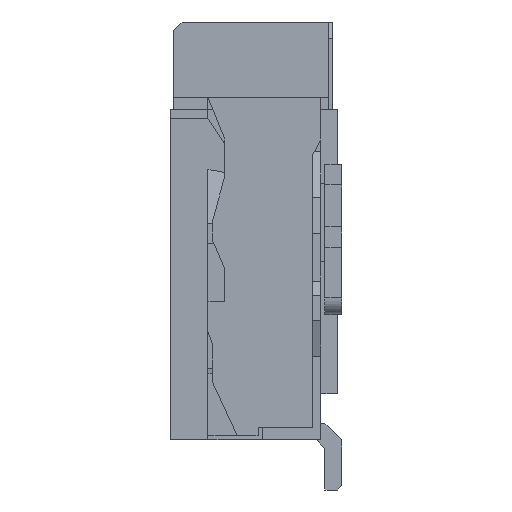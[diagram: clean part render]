
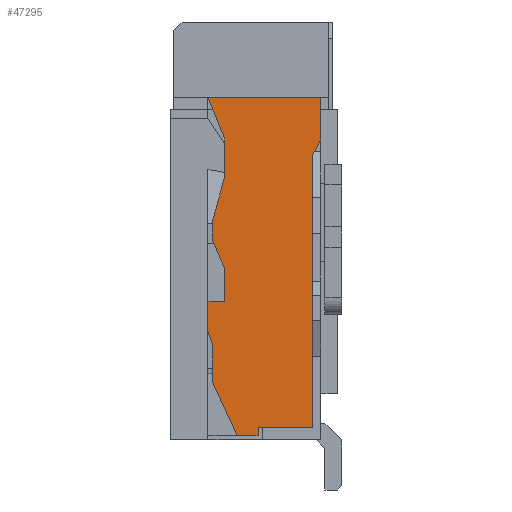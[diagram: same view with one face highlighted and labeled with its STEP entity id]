
A CAD part, left-side view. The second image highlights one B-rep face of the part: STEP entity #47295.
In plain terms, the highlighted planar face has unit normal (-1, 0, 0).
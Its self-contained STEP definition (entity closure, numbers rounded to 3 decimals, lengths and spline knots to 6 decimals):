
#1359=PLANE('',#58565);
#10265=ORIENTED_EDGE('',*,*,#20086,.T.);
#10266=ORIENTED_EDGE('',*,*,#20082,.T.);
#10267=ORIENTED_EDGE('',*,*,#20080,.T.);
#10268=ORIENTED_EDGE('',*,*,#20078,.T.);
#10269=ORIENTED_EDGE('',*,*,#20076,.T.);
#10270=ORIENTED_EDGE('',*,*,#20074,.F.);
#10271=ORIENTED_EDGE('',*,*,#20104,.T.);
#10272=ORIENTED_EDGE('',*,*,#20036,.T.);
#10273=ORIENTED_EDGE('',*,*,#20040,.T.);
#10274=ORIENTED_EDGE('',*,*,#20032,.T.);
#10275=ORIENTED_EDGE('',*,*,#20105,.T.);
#10276=ORIENTED_EDGE('',*,*,#20106,.T.);
#10277=ORIENTED_EDGE('',*,*,#20012,.T.);
#10278=ORIENTED_EDGE('',*,*,#20107,.T.);
#10279=ORIENTED_EDGE('',*,*,#20022,.T.);
#10280=ORIENTED_EDGE('',*,*,#20025,.T.);
#10281=ORIENTED_EDGE('',*,*,#20108,.F.);
#10282=ORIENTED_EDGE('',*,*,#20055,.T.);
#10283=ORIENTED_EDGE('',*,*,#20085,.T.);
#10284=ORIENTED_EDGE('',*,*,#20103,.T.);
#20012=EDGE_CURVE('',#25251,#25252,#30662,.T.);
#20022=EDGE_CURVE('',#25260,#25259,#30672,.T.);
#20025=EDGE_CURVE('',#25259,#25261,#30675,.T.);
#20032=EDGE_CURVE('',#25269,#25268,#30680,.T.);
#20036=EDGE_CURVE('',#25273,#25272,#30684,.T.);
#20040=EDGE_CURVE('',#25272,#25269,#30688,.T.);
#20055=EDGE_CURVE('',#25285,#25286,#30703,.T.);
#20074=EDGE_CURVE('',#25297,#25298,#30722,.T.);
#20076=EDGE_CURVE('',#25299,#25298,#30724,.T.);
#20078=EDGE_CURVE('',#25300,#25299,#30726,.T.);
#20080=EDGE_CURVE('',#25301,#25300,#30728,.T.);
#20082=EDGE_CURVE('',#25302,#25301,#30730,.T.);
#20085=EDGE_CURVE('',#25286,#25303,#30733,.T.);
#20086=EDGE_CURVE('',#25305,#25302,#30734,.T.);
#20103=EDGE_CURVE('',#25303,#25305,#30751,.T.);
#20104=EDGE_CURVE('',#25297,#25273,#30752,.T.);
#20105=EDGE_CURVE('',#25268,#25316,#30753,.T.);
#20106=EDGE_CURVE('',#25316,#25251,#30754,.T.);
#20107=EDGE_CURVE('',#25252,#25260,#30755,.T.);
#20108=EDGE_CURVE('',#25285,#25261,#30756,.T.);
#25251=VERTEX_POINT('',#79651);
#25252=VERTEX_POINT('',#79652);
#25259=VERTEX_POINT('',#79670);
#25260=VERTEX_POINT('',#79672);
#25261=VERTEX_POINT('',#79676);
#25268=VERTEX_POINT('',#79692);
#25269=VERTEX_POINT('',#79694);
#25272=VERTEX_POINT('',#79701);
#25273=VERTEX_POINT('',#79703);
#25285=VERTEX_POINT('',#79740);
#25286=VERTEX_POINT('',#79741);
#25297=VERTEX_POINT('',#79773);
#25298=VERTEX_POINT('',#79775);
#25299=VERTEX_POINT('',#79779);
#25300=VERTEX_POINT('',#79783);
#25301=VERTEX_POINT('',#79787);
#25302=VERTEX_POINT('',#79791);
#25303=VERTEX_POINT('',#79795);
#25305=VERTEX_POINT('',#79799);
#25316=VERTEX_POINT('',#79835);
#30662=LINE('',#79650,#36927);
#30672=LINE('',#79671,#36937);
#30675=LINE('',#79677,#36940);
#30680=LINE('',#79693,#36945);
#30684=LINE('',#79702,#36949);
#30688=LINE('',#79709,#36953);
#30703=LINE('',#79739,#36968);
#30722=LINE('',#79774,#36987);
#30724=LINE('',#79778,#36989);
#30726=LINE('',#79782,#36991);
#30728=LINE('',#79786,#36993);
#30730=LINE('',#79790,#36995);
#30733=LINE('',#79797,#36998);
#30734=LINE('',#79798,#36999);
#30751=LINE('',#79831,#37016);
#30752=LINE('',#79833,#37017);
#30753=LINE('',#79834,#37018);
#30754=LINE('',#79836,#37019);
#30755=LINE('',#79837,#37020);
#30756=LINE('',#79838,#37021);
#36927=VECTOR('',#66966,1.);
#36937=VECTOR('',#66980,1.);
#36940=VECTOR('',#66985,1.);
#36945=VECTOR('',#66998,1.);
#36949=VECTOR('',#67004,1.);
#36953=VECTOR('',#67010,1.);
#36968=VECTOR('',#67035,1.);
#36987=VECTOR('',#67060,1.);
#36989=VECTOR('',#67064,1.);
#36991=VECTOR('',#67068,1.);
#36993=VECTOR('',#67072,1.);
#36995=VECTOR('',#67076,1.);
#36998=VECTOR('',#67081,1.);
#36999=VECTOR('',#67082,1.);
#37016=VECTOR('',#67109,1.);
#37017=VECTOR('',#67112,1.);
#37018=VECTOR('',#67113,1.);
#37019=VECTOR('',#67114,1.);
#37020=VECTOR('',#67115,1.);
#37021=VECTOR('',#67116,1.);
#40739=EDGE_LOOP('',(#10265,#10266,#10267,#10268,#10269,#10270,#10271,#10272,
#10273,#10274,#10275,#10276,#10277,#10278,#10279,#10280,#10281,#10282,#10283,
#10284));
#43214=FACE_BOUND('',#40739,.T.);
#47295=ADVANCED_FACE('',(#43214),#1359,.T.);
#58565=AXIS2_PLACEMENT_3D('',#79832,#67110,#67111);
#66966=DIRECTION('',(0.,-1.,0.));
#66980=DIRECTION('',(0.,-0.447,0.894));
#66985=DIRECTION('',(0.,0.,1.));
#66998=DIRECTION('',(0.,-0.419,-0.908));
#67004=DIRECTION('',(0.,-0.316,-0.949));
#67010=DIRECTION('',(0.,0.,-1.));
#67035=DIRECTION('',(0.,-0.371,-0.928));
#67060=DIRECTION('',(0.,-1.,0.));
#67064=DIRECTION('',(0.,0.,-1.));
#67068=DIRECTION('',(0.,-0.394,-0.919));
#67072=DIRECTION('',(0.,0.,-1.));
#67076=DIRECTION('',(0.,0.263,-0.965));
#67081=DIRECTION('',(0.,0.,-1.));
#67082=DIRECTION('',(0.,0.,-1.));
#67109=DIRECTION('',(0.,0.,-1.));
#67110=DIRECTION('',(-1.,0.,0.));
#67111=DIRECTION('',(0.,-1.,0.));
#67112=DIRECTION('',(0.,0.,-1.));
#67113=DIRECTION('',(0.,-1.,0.));
#67114=DIRECTION('',(0.,0.,1.));
#67115=DIRECTION('',(0.,0.,1.));
#67116=DIRECTION('',(0.,-1.,0.));
#79650=CARTESIAN_POINT('',(-0.0121,0.00155,0.00015));
#79651=CARTESIAN_POINT('',(-0.0121,0.00095,0.00015));
#79652=CARTESIAN_POINT('',(-0.0121,0.0003,0.00015));
#79670=CARTESIAN_POINT('',(-0.0121,0.0002,0.0036));
#79671=CARTESIAN_POINT('',(-0.0121,0.0003,0.0034));
#79672=CARTESIAN_POINT('',(-0.0121,0.0003,0.0034));
#79676=CARTESIAN_POINT('',(-0.0121,0.0002,0.0041));
#79677=CARTESIAN_POINT('',(-0.0121,0.0002,0.005));
#79692=CARTESIAN_POINT('',(-0.0121,0.0012,0.00005));
#79693=CARTESIAN_POINT('',(-0.0121,0.003145,0.004264));
#79694=CARTESIAN_POINT('',(-0.0121,0.0015,0.0007));
#79701=CARTESIAN_POINT('',(-0.0121,0.0015,0.00115));
#79702=CARTESIAN_POINT('',(-0.0121,0.00266,0.00463));
#79703=CARTESIAN_POINT('',(-0.0121,0.00155,0.0013));
#79709=CARTESIAN_POINT('',(-0.0121,0.0015,0.005));
#79739=CARTESIAN_POINT('',(-0.0121,0.00186,0.004876));
#79740=CARTESIAN_POINT('',(-0.0121,0.00155,0.0041));
#79741=CARTESIAN_POINT('',(-0.0121,0.00135,0.0036));
#79773=CARTESIAN_POINT('',(-0.0121,0.00155,0.00165));
#79774=CARTESIAN_POINT('',(-0.0121,0.00155,0.00165));
#79775=CARTESIAN_POINT('',(-0.0121,0.00135,0.00165));
#79778=CARTESIAN_POINT('',(-0.0121,0.00135,0.005));
#79779=CARTESIAN_POINT('',(-0.0121,0.00135,0.00205));
#79782=CARTESIAN_POINT('',(-0.0121,0.0015,0.0024));
#79783=CARTESIAN_POINT('',(-0.0121,0.0015,0.0024));
#79786=CARTESIAN_POINT('',(-0.0121,0.0015,0.005));
#79787=CARTESIAN_POINT('',(-0.0121,0.0015,0.0026));
#79790=CARTESIAN_POINT('',(-0.0121,0.00135,0.00315));
#79791=CARTESIAN_POINT('',(-0.0121,0.00135,0.00315));
#79795=CARTESIAN_POINT('',(-0.0121,0.00135,0.00355));
#79797=CARTESIAN_POINT('',(-0.0121,0.00135,0.005));
#79798=CARTESIAN_POINT('',(-0.0121,0.00135,0.005));
#79799=CARTESIAN_POINT('',(-0.0121,0.00135,0.0032));
#79831=CARTESIAN_POINT('',(-0.0121,0.00135,0.005));
#79832=CARTESIAN_POINT('',(-0.0121,0.00155,0.005));
#79833=CARTESIAN_POINT('',(-0.0121,0.00155,0.005));
#79834=CARTESIAN_POINT('',(-0.0121,0.0012,0.00005));
#79835=CARTESIAN_POINT('',(-0.0121,0.00095,0.00005));
#79836=CARTESIAN_POINT('',(-0.0121,0.00095,0.005));
#79837=CARTESIAN_POINT('',(-0.0121,0.0003,0.00015));
#79838=CARTESIAN_POINT('',(-0.0121,0.00155,0.0041));
